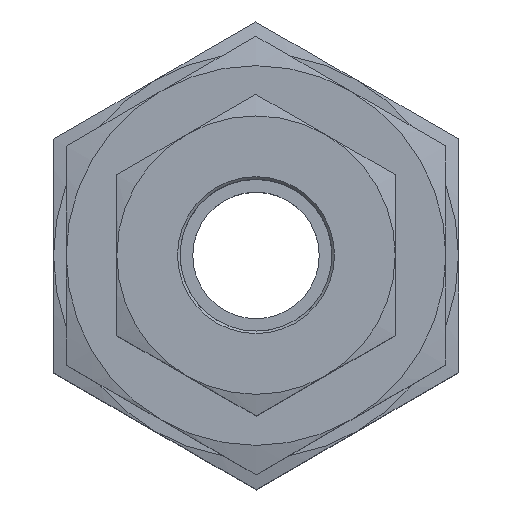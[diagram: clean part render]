
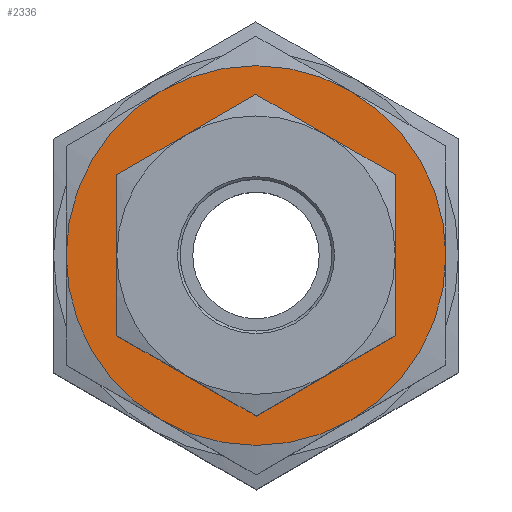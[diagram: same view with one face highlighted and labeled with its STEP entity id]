
A CAD part, top view. The second image highlights one B-rep face of the part: STEP entity #2336.
In plain terms, the highlighted planar face has unit normal (0, 0, 1).
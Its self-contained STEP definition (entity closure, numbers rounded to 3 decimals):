
#1657=CARTESIAN_POINT('',(9.566,6.732,19.0));
#1658=VERTEX_POINT('',#1657);
#1672=CARTESIAN_POINT('',(9.566,6.723,19.0));
#1673=VERTEX_POINT('',#1672);
#1674=CARTESIAN_POINT('',(9.566,6.732,19.0));
#1675=DIRECTION('',(0.001,-1.,0.0));
#1676=VECTOR('',#1675,0.009);
#1677=LINE('',#1674,#1676);
#1678=EDGE_CURVE('',#1658,#1673,#1677,.T.);
#1738=CARTESIAN_POINT('',(2.058,19.718,19.0));
#1739=VERTEX_POINT('',#1738);
#1785=CARTESIAN_POINT('',(-12.942,19.709,19.0));
#1786=VERTEX_POINT('',#1785);
#2102=CARTESIAN_POINT('',(-20.434,6.714,19.0));
#2103=VERTEX_POINT('',#2102);
#2161=CARTESIAN_POINT('',(-5.434,6.723,19.0));
#2162=DIRECTION('',(0.0,0.0,1.0));
#2163=DIRECTION('',(-1.0,0.0,0.0));
#2164=AXIS2_PLACEMENT_3D('',#2161,#2162,#2163);
#2165=CIRCLE('',#2164,15.);
#2166=EDGE_CURVE('',#1658,#1739,#2165,.T.);
#2177=CARTESIAN_POINT('',(2.073,-6.263,19.0));
#2178=VERTEX_POINT('',#2177);
#2193=CARTESIAN_POINT('',(-5.434,6.723,19.0));
#2194=DIRECTION('',(0.0,0.0,1.0));
#2195=DIRECTION('',(-1.0,0.0,0.0));
#2196=AXIS2_PLACEMENT_3D('',#2193,#2194,#2195);
#2197=CIRCLE('',#2196,15.);
#2198=EDGE_CURVE('',#2178,#1673,#2197,.T.);
#2209=CARTESIAN_POINT('',(-5.434,6.723,19.0));
#2210=DIRECTION('',(0.0,0.0,1.0));
#2211=DIRECTION('',(-1.0,0.0,0.0));
#2212=AXIS2_PLACEMENT_3D('',#2209,#2210,#2211);
#2213=CIRCLE('',#2212,15.);
#2214=EDGE_CURVE('',#1739,#1786,#2213,.T.);
#2227=CARTESIAN_POINT('',(-12.926,-6.272,19.0));
#2228=VERTEX_POINT('',#2227);
#2255=CARTESIAN_POINT('',(-5.434,6.723,19.0));
#2256=DIRECTION('',(0.0,0.0,1.0));
#2257=DIRECTION('',(-1.0,0.0,0.0));
#2258=AXIS2_PLACEMENT_3D('',#2255,#2256,#2257);
#2259=CIRCLE('',#2258,15.);
#2260=EDGE_CURVE('',#2228,#2178,#2259,.T.);
#2271=CARTESIAN_POINT('',(-5.434,6.723,19.0));
#2272=DIRECTION('',(0.0,0.0,1.0));
#2273=DIRECTION('',(-1.0,0.0,0.0));
#2274=AXIS2_PLACEMENT_3D('',#2271,#2272,#2273);
#2275=CIRCLE('',#2274,15.);
#2276=EDGE_CURVE('',#1786,#2103,#2275,.T.);
#2301=CARTESIAN_POINT('',(-5.434,6.723,19.0));
#2302=DIRECTION('',(0.0,0.0,1.0));
#2303=DIRECTION('',(-1.0,0.0,0.0));
#2304=AXIS2_PLACEMENT_3D('',#2301,#2302,#2303);
#2305=CIRCLE('',#2304,15.);
#2306=EDGE_CURVE('',#2103,#2228,#2305,.T.);
#2311=CARTESIAN_POINT('',(-5.434,6.723,19.0));
#2312=DIRECTION('',(0.0,0.0,1.0));
#2313=DIRECTION('',(1.0,0.0,0.0));
#2314=AXIS2_PLACEMENT_3D('',#2311,#2312,#2313);
#2315=PLANE('',#2314);
#2316=ORIENTED_EDGE('',*,*,#2166,.T.);
#2317=ORIENTED_EDGE('',*,*,#2214,.T.);
#2318=ORIENTED_EDGE('',*,*,#2276,.T.);
#2319=ORIENTED_EDGE('',*,*,#2306,.T.);
#2320=ORIENTED_EDGE('',*,*,#2260,.T.);
#2321=ORIENTED_EDGE('',*,*,#2198,.T.);
#2322=ORIENTED_EDGE('',*,*,#1678,.F.);
#2323=EDGE_LOOP('',(#2316,#2317,#2318,#2319,#2320,#2321,#2322));
#2324=FACE_OUTER_BOUND('',#2323,.T.);
#2325=CARTESIAN_POINT('',(3.416,6.723,19.0));
#2326=VERTEX_POINT('',#2325);
#2327=CARTESIAN_POINT('',(-5.434,6.723,19.0));
#2328=DIRECTION('',(0.0,0.0,1.0));
#2329=DIRECTION('',(-1.0,0.0,0.0));
#2330=AXIS2_PLACEMENT_3D('',#2327,#2328,#2329);
#2331=CIRCLE('',#2330,8.85);
#2332=EDGE_CURVE('',#2326,#2326,#2331,.T.);
#2333=ORIENTED_EDGE('',*,*,#2332,.F.);
#2334=EDGE_LOOP('',(#2333));
#2335=FACE_BOUND('',#2334,.T.);
#2336=ADVANCED_FACE('',(#2324,#2335),#2315,.T.);
